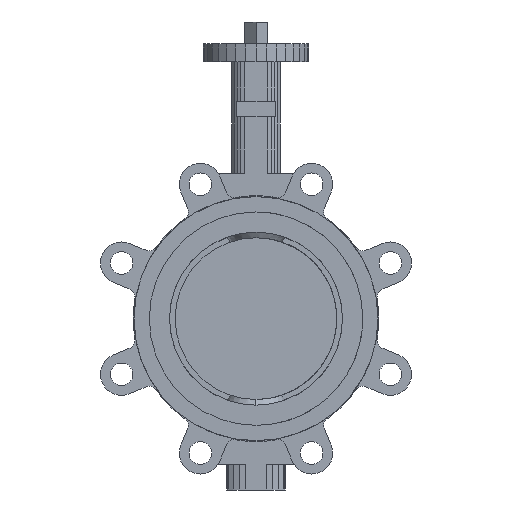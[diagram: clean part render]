
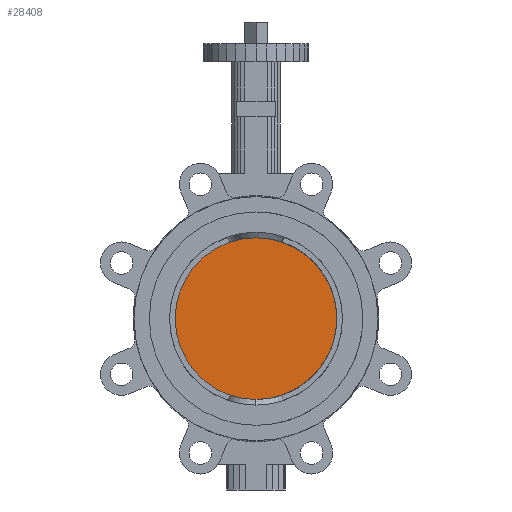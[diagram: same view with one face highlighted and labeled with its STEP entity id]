
A CAD part, left-side view. The second image highlights one B-rep face of the part: STEP entity #28408.
In plain terms, the highlighted planar face has unit normal (-1, 0, 0).
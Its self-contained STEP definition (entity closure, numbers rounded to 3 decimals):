
#28319=CARTESIAN_POINT('Vertex',(-26.3,0.,-50.)) ;
#28345=CARTESIAN_POINT('Vertex',(-26.3,0.,50.)) ;
#28349=CARTESIAN_POINT('Control Point',(-26.3,0.,-50.)) ;
#28350=CARTESIAN_POINT('Control Point',(-26.3,-7.854,-50.)) ;
#28351=CARTESIAN_POINT('Control Point',(-26.3,-15.708,-48.458)) ;
#28352=CARTESIAN_POINT('Control Point',(-26.3,-23.158,-45.372)) ;
#28353=CARTESIAN_POINT('Control Point',(-26.3,-36.446,-36.446)) ;
#28354=CARTESIAN_POINT('Control Point',(-26.3,-45.372,-23.158)) ;
#28355=CARTESIAN_POINT('Control Point',(-26.3,-48.458,-15.708)) ;
#28356=CARTESIAN_POINT('Control Point',(-26.3,-51.542,0.)) ;
#28357=CARTESIAN_POINT('Control Point',(-26.3,-48.458,15.708)) ;
#28358=CARTESIAN_POINT('Control Point',(-26.3,-45.372,23.158)) ;
#28359=CARTESIAN_POINT('Control Point',(-26.3,-36.446,36.446)) ;
#28360=CARTESIAN_POINT('Control Point',(-26.3,-23.158,45.372)) ;
#28361=CARTESIAN_POINT('Control Point',(-26.3,-15.708,48.458)) ;
#28362=CARTESIAN_POINT('Control Point',(-26.3,-7.854,50.)) ;
#28363=CARTESIAN_POINT('Control Point',(-26.3,0.,50.)) ;
#28372=CARTESIAN_POINT('Axis2P3D Location',(-26.3,0.,0.)) ;
#28399=CARTESIAN_POINT('Axis2P3D Location',(-26.3,0.,0.)) ;
#28373=DIRECTION('Axis2P3D Direction',(1.,-0.,0.)) ;
#28400=DIRECTION('Axis2P3D Direction',(-1.,-0.,-0.)) ;
#28401=DIRECTION('Axis2P3D XDirection',(0.,0.,-1.)) ;
#28374=AXIS2_PLACEMENT_3D('Circle Axis2P3D',#28372,#28373,$) ;
#28402=AXIS2_PLACEMENT_3D('Plane Axis2P3D',#28399,#28400,#28401) ;
#28375=CIRCLE('generated circle',#28374,50.) ;
#28403=PLANE('',#28402) ;
#28364=EDGE_CURVE('',#28320,#28346,#28348,.T.) ;
#28376=EDGE_CURVE('',#28346,#28320,#28375,.F.) ;
#28405=ORIENTED_EDGE('',*,*,#28364,.T.) ;
#28406=ORIENTED_EDGE('',*,*,#28376,.T.) ;
#28404=EDGE_LOOP('',(#28405,#28406)) ;
#28320=VERTEX_POINT('',#28319) ;
#28346=VERTEX_POINT('',#28345) ;
#28408=ADVANCED_FACE('1',(#28407),#28403,.T.) ;
#28348=B_SPLINE_CURVE_WITH_KNOTS('',5,(#28349,#28350,#28351,#28352,#28353,#28354,#28355,#28356,#28357,#28358,#28359,#28360,#28361,#28362,#28363),.UNSPECIFIED.,.F.,.U.,(6,3,3,3,6),(-78.54,-39.27,0.,39.27,78.54),.UNSPECIFIED.) ;
#28407=FACE_OUTER_BOUND('',#28404,.T.) ;
